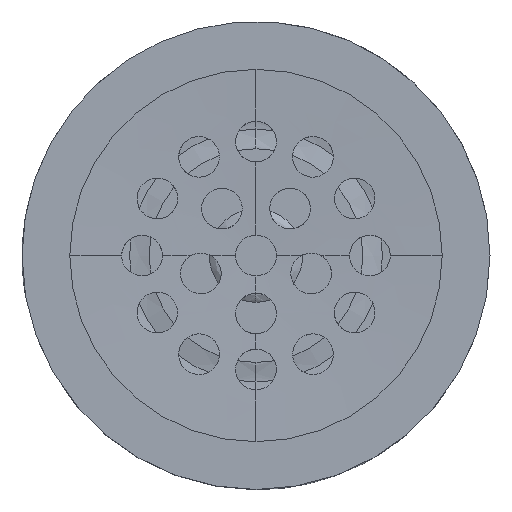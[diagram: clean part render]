
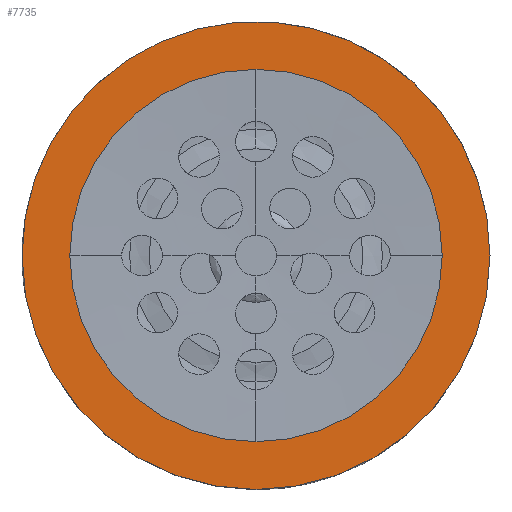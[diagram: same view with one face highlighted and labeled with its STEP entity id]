
A CAD part, top view. The second image highlights one B-rep face of the part: STEP entity #7735.
In plain terms, the highlighted planar face has unit normal (0, 0, 1).
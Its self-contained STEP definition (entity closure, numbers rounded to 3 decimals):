
#24 = VERTEX_POINT('',#25);
#25 = CARTESIAN_POINT('',(-1.004,11.456,0.));
#75 = VERTEX_POINT('',#76);
#76 = CARTESIAN_POINT('',(-11.5,0.,0.));
#82 = EDGE_CURVE('',#75,#24,#83,.T.);
#83 = CIRCLE('',#84,11.5);
#84 = AXIS2_PLACEMENT_3D('',#85,#86,#87);
#85 = CARTESIAN_POINT('',(0.,0.,0.));
#86 = DIRECTION('',(0.,0.,-1.));
#87 = DIRECTION('',(0.087,-0.996,0.));
#448 = VERTEX_POINT('',#449);
#449 = CARTESIAN_POINT('',(0.,9.15,0.));
#458 = EDGE_CURVE('',#448,#459,#461,.T.);
#459 = VERTEX_POINT('',#460);
#460 = CARTESIAN_POINT('',(-9.15,0.,0.));
#461 = CIRCLE('',#462,9.15);
#462 = AXIS2_PLACEMENT_3D('',#463,#464,#465);
#463 = CARTESIAN_POINT('',(0.,0.,0.));
#464 = DIRECTION('',(0.,0.,1.));
#465 = DIRECTION('',(1.,0.,0.));
#1375 = VERTEX_POINT('',#1376);
#1376 = CARTESIAN_POINT('',(0.,-9.15,0.)
  );
#1385 = EDGE_CURVE('',#1375,#1386,#1388,.T.);
#1386 = VERTEX_POINT('',#1387);
#1387 = CARTESIAN_POINT('',(9.15,0.,0.));
#1388 = CIRCLE('',#1389,9.15);
#1389 = AXIS2_PLACEMENT_3D('',#1390,#1391,#1392);
#1390 = CARTESIAN_POINT('',(0.,0.,0.));
#1391 = DIRECTION('',(0.,0.,1.));
#1392 = DIRECTION('',(1.,0.,0.));
#2917 = VERTEX_POINT('',#2918);
#2918 = CARTESIAN_POINT('',(0.,-11.5,0.));
#2968 = VERTEX_POINT('',#2969);
#2969 = CARTESIAN_POINT('',(11.5,0.,0.));
#2975 = EDGE_CURVE('',#2917,#2968,#2976,.T.);
#2976 = CIRCLE('',#2977,11.5);
#2977 = AXIS2_PLACEMENT_3D('',#2978,#2979,#2980);
#2978 = CARTESIAN_POINT('',(0.,0.,0.));
#2979 = DIRECTION('',(0.,-0.,1.));
#2980 = DIRECTION('',(0.,1.,0.));
#7142 = EDGE_CURVE('',#75,#2917,#7143,.T.);
#7143 = CIRCLE('',#7144,11.5);
#7144 = AXIS2_PLACEMENT_3D('',#7145,#7146,#7147);
#7145 = CARTESIAN_POINT('',(0.,0.,0.));
#7146 = DIRECTION('',(0.,-0.,1.));
#7147 = DIRECTION('',(0.,1.,0.));
#7597 = EDGE_CURVE('',#459,#1375,#7598,.T.);
#7598 = CIRCLE('',#7599,9.15);
#7599 = AXIS2_PLACEMENT_3D('',#7600,#7601,#7602);
#7600 = CARTESIAN_POINT('',(0.,0.,0.));
#7601 = DIRECTION('',(0.,0.,1.));
#7602 = DIRECTION('',(1.,0.,0.));
#7683 = EDGE_CURVE('',#1386,#448,#7684,.T.);
#7684 = CIRCLE('',#7685,9.15);
#7685 = AXIS2_PLACEMENT_3D('',#7686,#7687,#7688);
#7686 = CARTESIAN_POINT('',(0.,0.,0.));
#7687 = DIRECTION('',(0.,0.,1.));
#7688 = DIRECTION('',(1.,0.,0.));
#7735 = ADVANCED_FACE('',(#7736,#7748),#7754,.T.);
#7736 = FACE_BOUND('',#7737,.T.);
#7737 = EDGE_LOOP('',(#7738,#7739,#7740,#7747));
#7738 = ORIENTED_EDGE('',*,*,#7142,.T.);
#7739 = ORIENTED_EDGE('',*,*,#2975,.T.);
#7740 = ORIENTED_EDGE('',*,*,#7741,.F.);
#7741 = EDGE_CURVE('',#24,#2968,#7742,.T.);
#7742 = CIRCLE('',#7743,11.5);
#7743 = AXIS2_PLACEMENT_3D('',#7744,#7745,#7746);
#7744 = CARTESIAN_POINT('',(0.,0.,0.));
#7745 = DIRECTION('',(0.,0.,-1.));
#7746 = DIRECTION('',(0.087,-0.996,0.));
#7747 = ORIENTED_EDGE('',*,*,#82,.F.);
#7748 = FACE_BOUND('',#7749,.T.);
#7749 = EDGE_LOOP('',(#7750,#7751,#7752,#7753));
#7750 = ORIENTED_EDGE('',*,*,#7683,.F.);
#7751 = ORIENTED_EDGE('',*,*,#1385,.F.);
#7752 = ORIENTED_EDGE('',*,*,#7597,.F.);
#7753 = ORIENTED_EDGE('',*,*,#458,.F.);
#7754 = PLANE('',#7755);
#7755 = AXIS2_PLACEMENT_3D('',#7756,#7757,#7758);
#7756 = CARTESIAN_POINT('',(0.,0.,0.));
#7757 = DIRECTION('',(0.,0.,1.));
#7758 = DIRECTION('',(1.,0.,0.));
